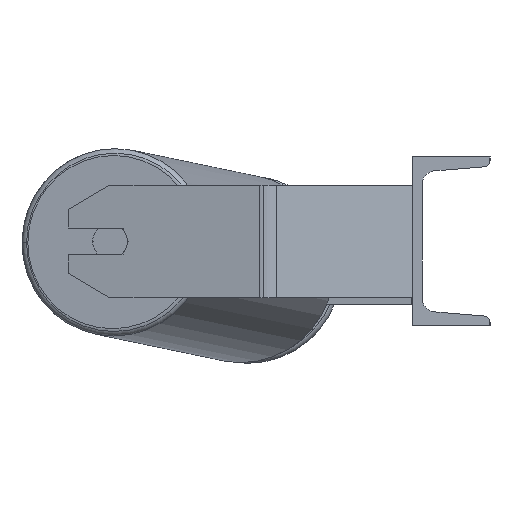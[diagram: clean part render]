
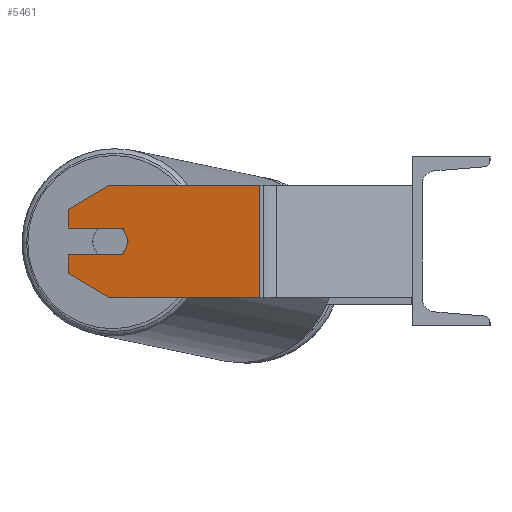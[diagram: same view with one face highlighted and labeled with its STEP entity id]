
A CAD part, left-side view. The second image highlights one B-rep face of the part: STEP entity #5461.
In plain terms, the highlighted planar face has unit normal (-0.985, 0.174, 0).
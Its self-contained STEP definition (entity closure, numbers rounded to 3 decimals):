
#34 = EDGE_CURVE ( 'NONE', #1834, #7118, #8427, .T. ) ;
#51 = AXIS2_PLACEMENT_3D ( 'NONE', #152, #5862, #2970 ) ;
#152 = CARTESIAN_POINT ( 'NONE',  ( -831.376, 244.245, 40. ) ) ;
#190 = DIRECTION ( 'NONE',  ( -0.174, -0.985, 0. ) ) ;
#396 = DIRECTION ( 'NONE',  ( 0., 0., -1. ) ) ;
#551 = LINE ( 'NONE', #4651, #5208 ) ;
#571 = DIRECTION ( 'NONE',  ( -0.174, -0.985, 0. ) ) ;
#629 = LINE ( 'NONE', #7641, #5526 ) ;
#852 = EDGE_CURVE ( 'NONE', #1237, #6781, #8385, .T. ) ;
#857 = DIRECTION ( 'NONE',  ( -0.174, -0.985, 0. ) ) ;
#943 = ORIENTED_EDGE ( 'NONE', *, *, #5002, .F. ) ;
#1237 = VERTEX_POINT ( 'NONE', #8207 ) ;
#1486 = VERTEX_POINT ( 'NONE', #7503 ) ;
#1529 = CARTESIAN_POINT ( 'NONE',  ( -831.376, 244.245, -40. ) ) ;
#1618 = DIRECTION ( 'NONE',  ( -0.174, -0.985, 0. ) ) ;
#1633 = CARTESIAN_POINT ( 'NONE',  ( -831.376, 244.245, 40. ) ) ;
#1699 = CARTESIAN_POINT ( 'NONE',  ( -838.756, 202.391, 0. ) ) ;
#1726 = LINE ( 'NONE', #5817, #5402 ) ;
#1834 = VERTEX_POINT ( 'NONE', #9143 ) ;
#2199 = CARTESIAN_POINT ( 'NONE',  ( -831.376, 244.245, 22.679 ) ) ;
#2299 = DIRECTION ( 'NONE',  ( 0.174, 0.985, 0. ) ) ;
#2439 = ORIENTED_EDGE ( 'NONE', *, *, #4426, .F. ) ;
#2458 = ORIENTED_EDGE ( 'NONE', *, *, #9085, .F. ) ;
#2590 = EDGE_LOOP ( 'NONE', ( #6045, #8306, #6808, #3302, #943, #7310, #5432, #2458, #6780, #8368, #2439 ) ) ;
#2667 = DIRECTION ( 'NONE',  ( -0.174, -0.985, 0. ) ) ;
#2675 = VECTOR ( 'NONE', #7802, 1000. ) ;
#2714 = VERTEX_POINT ( 'NONE', #5928 ) ;
#2791 = CARTESIAN_POINT ( 'NONE',  ( -836.586, 214.701, 0. ) ) ;
#2970 = DIRECTION ( 'NONE',  ( 0.174, 0.985, 0. ) ) ;
#3096 = VERTEX_POINT ( 'NONE', #3815 ) ;
#3143 = CARTESIAN_POINT ( 'NONE',  ( -836.586, 214.701, 0. ) ) ;
#3215 = DIRECTION ( 'NONE',  ( 0., 0., -1. ) ) ;
#3302 = ORIENTED_EDGE ( 'NONE', *, *, #3816, .F. ) ;
#3307 = VECTOR ( 'NONE', #3215, 1000. ) ;
#3511 = VERTEX_POINT ( 'NONE', #3979 ) ;
#3677 = FACE_OUTER_BOUND ( 'NONE', #2590, .T. ) ;
#3815 = CARTESIAN_POINT ( 'NONE',  ( -836.586, 214.701, 40. ) ) ;
#3816 = EDGE_CURVE ( 'NONE', #2714, #3511, #551, .T. ) ;
#3854 = DIRECTION ( 'NONE',  ( 0.15, 0.853, -0.5 ) ) ;
#3973 = VERTEX_POINT ( 'NONE', #2199 ) ;
#3979 = CARTESIAN_POINT ( 'NONE',  ( -855.3, 108.568, -40. ) ) ;
#4034 = VECTOR ( 'NONE', #2299, 1000. ) ;
#4192 = VECTOR ( 'NONE', #857, 1000. ) ;
#4426 = EDGE_CURVE ( 'NONE', #7610, #1834, #629, .T. ) ;
#4651 = CARTESIAN_POINT ( 'NONE',  ( -855.3, 108.568, 40. ) ) ;
#4800 = CIRCLE ( 'NONE', #7012, 12.5 ) ;
#5002 = EDGE_CURVE ( 'NONE', #3096, #2714, #7871, .T. ) ;
#5124 = EDGE_CURVE ( 'NONE', #3973, #1486, #7254, .T. ) ;
#5133 = DIRECTION ( 'NONE',  ( -0.985, 0.174, 0. ) ) ;
#5208 = VECTOR ( 'NONE', #396, 1000. ) ;
#5402 = VECTOR ( 'NONE', #3854, 1000. ) ;
#5432 = ORIENTED_EDGE ( 'NONE', *, *, #5124, .T. ) ;
#5461 = ADVANCED_FACE ( 'NONE', ( #3677 ), #6467, .F. ) ;
#5526 = VECTOR ( 'NONE', #2667, 1000. ) ;
#5594 = LINE ( 'NONE', #6940, #8332 ) ;
#5759 = EDGE_CURVE ( 'NONE', #6781, #3511, #6455, .T. ) ;
#5795 = CARTESIAN_POINT ( 'NONE',  ( -831.376, 244.245, 9.5 ) ) ;
#5817 = CARTESIAN_POINT ( 'NONE',  ( -831.376, 244.245, 22.679 ) ) ;
#5862 = DIRECTION ( 'NONE',  ( 0.985, -0.174, 0. ) ) ;
#5872 = EDGE_CURVE ( 'NONE', #7610, #1237, #5594, .T. ) ;
#5928 = CARTESIAN_POINT ( 'NONE',  ( -855.3, 108.568, 40. ) ) ;
#6045 = ORIENTED_EDGE ( 'NONE', *, *, #5872, .T. ) ;
#6228 = CARTESIAN_POINT ( 'NONE',  ( -836.586, 214.701, -40. ) ) ;
#6455 = LINE ( 'NONE', #1529, #4192 ) ;
#6467 = PLANE ( 'NONE',  #51 ) ;
#6509 = CARTESIAN_POINT ( 'NONE',  ( -831.376, 244.245, 40. ) ) ;
#6778 = AXIS2_PLACEMENT_3D ( 'NONE', #2791, #7013, #571 ) ;
#6780 = ORIENTED_EDGE ( 'NONE', *, *, #7629, .F. ) ;
#6781 = VERTEX_POINT ( 'NONE', #7339 ) ;
#6808 = ORIENTED_EDGE ( 'NONE', *, *, #5759, .T. ) ;
#6940 = CARTESIAN_POINT ( 'NONE',  ( -831.376, 244.245, 40. ) ) ;
#7012 = AXIS2_PLACEMENT_3D ( 'NONE', #3143, #5133, #1618 ) ;
#7013 = DIRECTION ( 'NONE',  ( -0.985, 0.174, 0. ) ) ;
#7036 = CARTESIAN_POINT ( 'NONE',  ( -837.996, 206.7, 9.5 ) ) ;
#7118 = VERTEX_POINT ( 'NONE', #1699 ) ;
#7156 = LINE ( 'NONE', #5795, #4034 ) ;
#7254 = LINE ( 'NONE', #1633, #3307 ) ;
#7310 = ORIENTED_EDGE ( 'NONE', *, *, #8091, .T. ) ;
#7339 = CARTESIAN_POINT ( 'NONE',  ( -836.586, 214.701, -40. ) ) ;
#7503 = CARTESIAN_POINT ( 'NONE',  ( -831.376, 244.245, 9.5 ) ) ;
#7587 = DIRECTION ( 'NONE',  ( 0., 0., -1. ) ) ;
#7610 = VERTEX_POINT ( 'NONE', #7979 ) ;
#7629 = EDGE_CURVE ( 'NONE', #7118, #7902, #4800, .T. ) ;
#7641 = CARTESIAN_POINT ( 'NONE',  ( -837.996, 206.7, -9.5 ) ) ;
#7802 = DIRECTION ( 'NONE',  ( -0.15, -0.853, -0.5 ) ) ;
#7871 = LINE ( 'NONE', #6509, #8318 ) ;
#7902 = VERTEX_POINT ( 'NONE', #7036 ) ;
#7979 = CARTESIAN_POINT ( 'NONE',  ( -831.376, 244.245, -9.5 ) ) ;
#8091 = EDGE_CURVE ( 'NONE', #3096, #3973, #1726, .T. ) ;
#8207 = CARTESIAN_POINT ( 'NONE',  ( -831.376, 244.245, -22.679 ) ) ;
#8306 = ORIENTED_EDGE ( 'NONE', *, *, #852, .T. ) ;
#8318 = VECTOR ( 'NONE', #190, 1000. ) ;
#8332 = VECTOR ( 'NONE', #7587, 1000. ) ;
#8368 = ORIENTED_EDGE ( 'NONE', *, *, #34, .F. ) ;
#8385 = LINE ( 'NONE', #6228, #2675 ) ;
#8427 = CIRCLE ( 'NONE', #6778, 12.5 ) ;
#9085 = EDGE_CURVE ( 'NONE', #7902, #1486, #7156, .T. ) ;
#9143 = CARTESIAN_POINT ( 'NONE',  ( -837.996, 206.7, -9.5 ) ) ;
